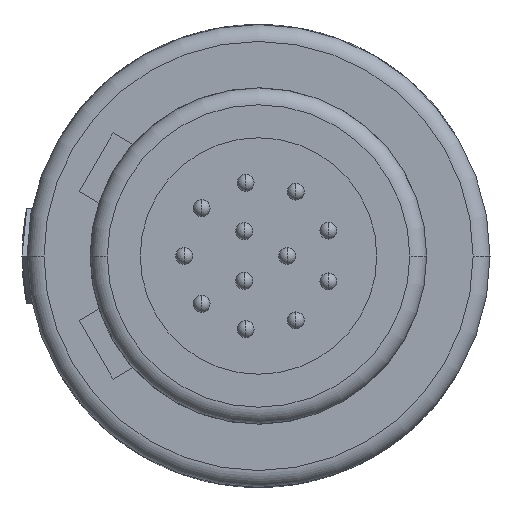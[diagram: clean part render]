
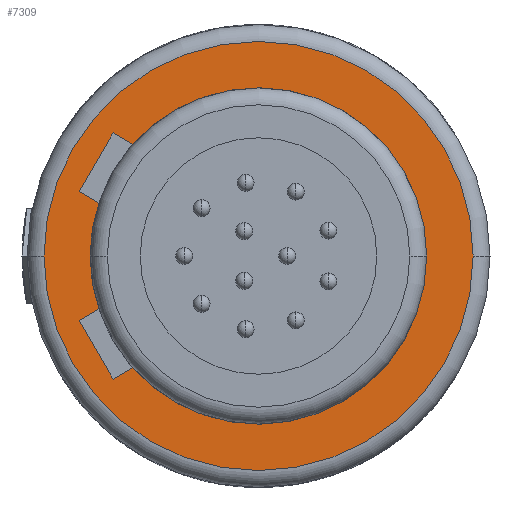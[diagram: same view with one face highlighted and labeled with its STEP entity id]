
A CAD part, left-side view. The second image highlights one B-rep face of the part: STEP entity #7309.
In plain terms, the highlighted planar face has unit normal (-1, 0, 0).
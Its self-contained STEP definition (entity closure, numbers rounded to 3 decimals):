
#1909=CARTESIAN_POINT('',(-6.7,0.,0.));
#1910=DIRECTION('',(-1.,0.,0.));
#1911=DIRECTION('',(0.,-1.,0.));
#1912=AXIS2_PLACEMENT_3D('',#1909,#1910,#1911);
#1914=CARTESIAN_POINT('',(-6.7,0.,0.));
#1915=DIRECTION('',(-1.,0.,0.));
#1916=DIRECTION('',(0.,1.,0.));
#1917=AXIS2_PLACEMENT_3D('',#1914,#1915,#1916);
#1919=DIRECTION('',(0.,0.866,-0.5));
#1920=VECTOR('',#1919,0.677);
#1921=CARTESIAN_POINT('',(-6.7,3.721,-3.303));
#1922=LINE('',#1921,#1920);
#1923=DIRECTION('',(0.,0.866,0.5));
#1924=VECTOR('',#1923,0.677);
#1925=CARTESIAN_POINT('',(-6.7,3.721,3.303));
#1926=LINE('',#1925,#1924);
#1927=DIRECTION('',(0.,-0.5,0.866));
#1928=VECTOR('',#1927,2.);
#1929=CARTESIAN_POINT('',(-6.7,5.306,1.909));
#1930=LINE('',#1929,#1928);
#1931=DIRECTION('',(0.,0.866,0.5));
#1932=VECTOR('',#1931,0.677);
#1933=CARTESIAN_POINT('',(-6.7,4.721,1.571));
#1934=LINE('',#1933,#1932);
#1935=DIRECTION('',(0.,0.866,-0.5));
#1936=VECTOR('',#1935,0.677);
#1937=CARTESIAN_POINT('',(-6.7,4.721,-1.571));
#1938=LINE('',#1937,#1936);
#1939=DIRECTION('',(0.,0.5,0.866));
#1940=VECTOR('',#1939,2.);
#1941=CARTESIAN_POINT('',(-6.7,4.306,-3.641));
#1942=LINE('',#1941,#1940);
#1977=CARTESIAN_POINT('',(-6.7,0.,0.));
#1978=DIRECTION('',(-1.,0.,0.));
#1979=DIRECTION('',(0.,1.,0.));
#1980=AXIS2_PLACEMENT_3D('',#1977,#1978,#1979);
#1995=CARTESIAN_POINT('',(-6.7,0.,0.));
#1996=DIRECTION('',(-1.,0.,0.));
#1997=DIRECTION('',(0.,0.748,-0.664));
#1998=AXIS2_PLACEMENT_3D('',#1995,#1996,#1997);
#2008=CARTESIAN_POINT('',(-6.7,0.,0.));
#2009=DIRECTION('',(1.,0.,0.));
#2010=DIRECTION('',(0.,0.748,0.664));
#2011=AXIS2_PLACEMENT_3D('',#2008,#2009,#2010);
#2018=CARTESIAN_POINT('',(-6.7,0.,0.));
#2019=DIRECTION('',(1.,0.,0.));
#2020=DIRECTION('',(0.,1.,0.));
#2021=AXIS2_PLACEMENT_3D('',#2018,#2019,#2020);
#4130=CARTESIAN_POINT('',(-6.7,-6.35,0.));
#4131=CARTESIAN_POINT('',(-6.7,6.35,0.));
#4132=VERTEX_POINT('',#4130);
#4133=VERTEX_POINT('',#4131);
#4146=CARTESIAN_POINT('',(-6.7,4.975,0.));
#4147=VERTEX_POINT('',#4146);
#4148=CARTESIAN_POINT('',(-6.7,-4.975,0.));
#4149=VERTEX_POINT('',#4148);
#4818=CARTESIAN_POINT('',(-6.7,4.306,3.641));
#4819=VERTEX_POINT('',#4818);
#4822=CARTESIAN_POINT('',(-6.7,5.306,1.909));
#4823=VERTEX_POINT('',#4822);
#4830=CARTESIAN_POINT('',(-6.7,4.306,-3.641));
#4831=VERTEX_POINT('',#4830);
#4834=CARTESIAN_POINT('',(-6.7,5.306,-1.909));
#4835=VERTEX_POINT('',#4834);
#4838=CARTESIAN_POINT('',(-6.7,4.721,1.571));
#4839=VERTEX_POINT('',#4838);
#4840=CARTESIAN_POINT('',(-6.7,3.721,3.303));
#4841=VERTEX_POINT('',#4840);
#4842=CARTESIAN_POINT('',(-6.7,3.721,-3.303));
#4843=VERTEX_POINT('',#4842);
#4844=CARTESIAN_POINT('',(-6.7,4.721,-1.571));
#4845=VERTEX_POINT('',#4844);
#7277=CARTESIAN_POINT('',(-6.7,0.,0.));
#7278=DIRECTION('',(1.,0.,0.));
#7279=DIRECTION('',(0.,-1.,0.));
#7280=AXIS2_PLACEMENT_3D('',#7277,#7278,#7279);
#7281=PLANE('',#7280);
#7283=ORIENTED_EDGE('',*,*,#7282,.F.);
#7284=ORIENTED_EDGE('',*,*,#7260,.F.);
#7285=EDGE_LOOP('',(#7283,#7284));
#7286=FACE_OUTER_BOUND('',#7285,.F.);
#7288=ORIENTED_EDGE('',*,*,#7287,.F.);
#7290=ORIENTED_EDGE('',*,*,#7289,.T.);
#7292=ORIENTED_EDGE('',*,*,#7291,.F.);
#7294=ORIENTED_EDGE('',*,*,#7293,.T.);
#7296=ORIENTED_EDGE('',*,*,#7295,.F.);
#7298=ORIENTED_EDGE('',*,*,#7297,.F.);
#7300=ORIENTED_EDGE('',*,*,#7299,.F.);
#7302=ORIENTED_EDGE('',*,*,#7301,.T.);
#7304=ORIENTED_EDGE('',*,*,#7303,.T.);
#7306=ORIENTED_EDGE('',*,*,#7305,.F.);
#7307=EDGE_LOOP('',(#7288,#7290,#7292,#7294,#7296,#7298,#7300,#7302,#7304,
#7306));
#7308=FACE_BOUND('',#7307,.F.);
#1913=CIRCLE('',#1912,6.35);
#1918=CIRCLE('',#1917,6.35);
#1981=CIRCLE('',#1980,4.975);
#1999=CIRCLE('',#1998,4.975);
#2012=CIRCLE('',#2011,4.975);
#2022=CIRCLE('',#2021,4.975);
#7260=EDGE_CURVE('',#4133,#4132,#1918,.T.);
#7282=EDGE_CURVE('',#4132,#4133,#1913,.T.);
#7287=EDGE_CURVE('',#4843,#4831,#1922,.T.);
#7289=EDGE_CURVE('',#4843,#4149,#1999,.T.);
#7291=EDGE_CURVE('',#4841,#4149,#2012,.T.);
#7293=EDGE_CURVE('',#4841,#4819,#1926,.T.);
#7295=EDGE_CURVE('',#4823,#4819,#1930,.T.);
#7297=EDGE_CURVE('',#4839,#4823,#1934,.T.);
#7299=EDGE_CURVE('',#4147,#4839,#2022,.T.);
#7301=EDGE_CURVE('',#4147,#4845,#1981,.T.);
#7303=EDGE_CURVE('',#4845,#4835,#1938,.T.);
#7305=EDGE_CURVE('',#4831,#4835,#1942,.T.);
#7309=ADVANCED_FACE('',(#7286,#7308),#7281,.F.);
